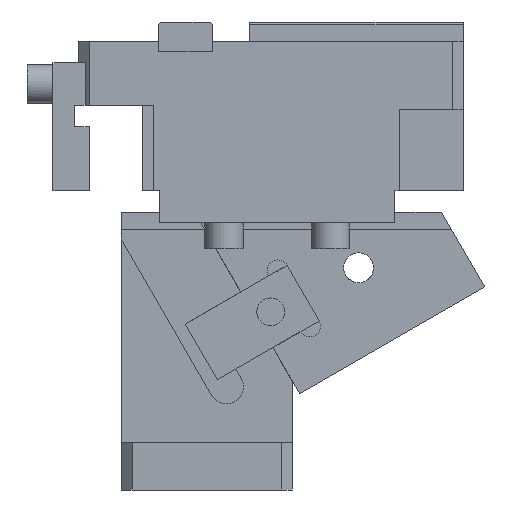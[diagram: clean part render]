
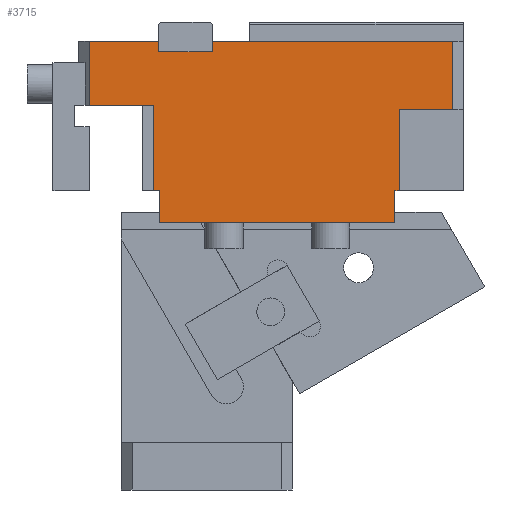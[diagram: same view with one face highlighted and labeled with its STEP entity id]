
A CAD part, front view. The second image highlights one B-rep face of the part: STEP entity #3715.
In plain terms, the highlighted planar face has unit normal (0, -1, 0).
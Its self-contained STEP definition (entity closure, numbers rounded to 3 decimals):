
#771=CARTESIAN_POINT('Vertex',(5.,-57.5,0.)) ;
#774=CARTESIAN_POINT('Line Origine',(21.25,-57.5,0.)) ;
#778=CARTESIAN_POINT('Vertex',(37.5,-57.5,0.)) ;
#970=CARTESIAN_POINT('Vertex',(62.5,-57.5,0.)) ;
#973=CARTESIAN_POINT('Line Origine',(118.75,-57.5,0.)) ;
#977=CARTESIAN_POINT('Vertex',(175.,-57.5,0.)) ;
#1158=CARTESIAN_POINT('Vertex',(175.,-57.5,-32.)) ;
#1161=CARTESIAN_POINT('Line Origine',(162.5,-57.5,-32.)) ;
#1165=CARTESIAN_POINT('Vertex',(150.,-57.5,-32.)) ;
#1204=CARTESIAN_POINT('Line Origine',(175.,-57.5,-16.)) ;
#2169=CARTESIAN_POINT('Line Origine',(37.5,-57.5,-2.5)) ;
#2173=CARTESIAN_POINT('Vertex',(37.5,-57.5,-5.)) ;
#2392=CARTESIAN_POINT('Vertex',(62.5,-57.5,-5.)) ;
#2395=CARTESIAN_POINT('Line Origine',(62.5,-57.5,-2.5)) ;
#2615=CARTESIAN_POINT('Vertex',(150.,-57.5,-70.)) ;
#2618=CARTESIAN_POINT('Line Origine',(150.,-57.5,-51.)) ;
#2790=CARTESIAN_POINT('Line Origine',(149.,-57.5,-70.)) ;
#2794=CARTESIAN_POINT('Vertex',(148.,-57.5,-70.)) ;
#2859=CARTESIAN_POINT('Line Origine',(148.,-57.5,-77.5)) ;
#2863=CARTESIAN_POINT('Vertex',(148.,-57.5,-85.)) ;
#2891=CARTESIAN_POINT('Line Origine',(93.,-57.5,-85.)) ;
#2895=CARTESIAN_POINT('Vertex',(38.,-57.5,-85.)) ;
#2962=CARTESIAN_POINT('Vertex',(38.,-57.5,-70.)) ;
#2970=CARTESIAN_POINT('Line Origine',(38.,-57.5,-77.5)) ;
#2983=CARTESIAN_POINT('Line Origine',(50.,-57.5,-5.)) ;
#3627=CARTESIAN_POINT('Vertex',(35.,-57.5,-30.)) ;
#3630=CARTESIAN_POINT('Line Origine',(20.,-57.5,-30.)) ;
#3634=CARTESIAN_POINT('Vertex',(5.,-57.5,-30.)) ;
#3667=CARTESIAN_POINT('Axis2P3D Location',(0.,-57.5,0.)) ;
#3672=CARTESIAN_POINT('Line Origine',(5.,-57.5,-15.)) ;
#3677=CARTESIAN_POINT('Line Origine',(35.,-57.5,-37.75)) ;
#3681=CARTESIAN_POINT('Vertex',(35.,-57.5,-45.5)) ;
#3684=CARTESIAN_POINT('Line Origine',(35.,-57.5,-57.75)) ;
#3688=CARTESIAN_POINT('Vertex',(35.,-57.5,-70.)) ;
#3691=CARTESIAN_POINT('Line Origine',(36.5,-57.5,-70.)) ;
#775=DIRECTION('Vector Direction',(1.,0.,0.)) ;
#974=DIRECTION('Vector Direction',(1.,0.,0.)) ;
#1162=DIRECTION('Vector Direction',(-1.,0.,0.)) ;
#1205=DIRECTION('Vector Direction',(0.,0.,1.)) ;
#2170=DIRECTION('Vector Direction',(0.,0.,1.)) ;
#2396=DIRECTION('Vector Direction',(0.,0.,-1.)) ;
#2619=DIRECTION('Vector Direction',(0.,0.,1.)) ;
#2791=DIRECTION('Vector Direction',(-1.,0.,0.)) ;
#2860=DIRECTION('Vector Direction',(0.,0.,1.)) ;
#2892=DIRECTION('Vector Direction',(-1.,0.,0.)) ;
#2971=DIRECTION('Vector Direction',(0.,0.,1.)) ;
#2984=DIRECTION('Vector Direction',(1.,0.,0.)) ;
#3631=DIRECTION('Vector Direction',(-1.,0.,0.)) ;
#3668=DIRECTION('Axis2P3D Direction',(0.,1.,0.)) ;
#3669=DIRECTION('Axis2P3D XDirection',(0.,0.,1.)) ;
#3673=DIRECTION('Vector Direction',(0.,0.,-1.)) ;
#3678=DIRECTION('Vector Direction',(0.,0.,1.)) ;
#3685=DIRECTION('Vector Direction',(0.,0.,1.)) ;
#3692=DIRECTION('Vector Direction',(-1.,0.,0.)) ;
#3670=AXIS2_PLACEMENT_3D('Plane Axis2P3D',#3667,#3668,#3669) ;
#3697=ORIENTED_EDGE('',*,*,#1208,.T.) ;
#3698=ORIENTED_EDGE('',*,*,#979,.F.) ;
#3699=ORIENTED_EDGE('',*,*,#2399,.T.) ;
#3700=ORIENTED_EDGE('',*,*,#2987,.F.) ;
#3701=ORIENTED_EDGE('',*,*,#2175,.T.) ;
#3702=ORIENTED_EDGE('',*,*,#780,.F.) ;
#3703=ORIENTED_EDGE('',*,*,#3676,.T.) ;
#3704=ORIENTED_EDGE('',*,*,#3636,.F.) ;
#3705=ORIENTED_EDGE('',*,*,#3683,.F.) ;
#3706=ORIENTED_EDGE('',*,*,#3690,.F.) ;
#3707=ORIENTED_EDGE('',*,*,#3695,.F.) ;
#3708=ORIENTED_EDGE('',*,*,#2974,.F.) ;
#3709=ORIENTED_EDGE('',*,*,#2897,.F.) ;
#3710=ORIENTED_EDGE('',*,*,#2865,.T.) ;
#3711=ORIENTED_EDGE('',*,*,#2796,.F.) ;
#3712=ORIENTED_EDGE('',*,*,#2622,.T.) ;
#3713=ORIENTED_EDGE('',*,*,#1167,.F.) ;
#776=VECTOR('Line Direction',#775,1.) ;
#975=VECTOR('Line Direction',#974,1.) ;
#1163=VECTOR('Line Direction',#1162,1.) ;
#1206=VECTOR('Line Direction',#1205,1.) ;
#2171=VECTOR('Line Direction',#2170,1.) ;
#2397=VECTOR('Line Direction',#2396,1.) ;
#2620=VECTOR('Line Direction',#2619,1.) ;
#2792=VECTOR('Line Direction',#2791,1.) ;
#2861=VECTOR('Line Direction',#2860,1.) ;
#2893=VECTOR('Line Direction',#2892,1.) ;
#2972=VECTOR('Line Direction',#2971,1.) ;
#2985=VECTOR('Line Direction',#2984,1.) ;
#3632=VECTOR('Line Direction',#3631,1.) ;
#3674=VECTOR('Line Direction',#3673,1.) ;
#3679=VECTOR('Line Direction',#3678,1.) ;
#3686=VECTOR('Line Direction',#3685,1.) ;
#3693=VECTOR('Line Direction',#3692,1.) ;
#3715=ADVANCED_FACE('CAM HOLDER',(#3714),#3671,.F.) ;
#780=EDGE_CURVE('',#772,#779,#777,.T.) ;
#979=EDGE_CURVE('',#971,#978,#976,.T.) ;
#1167=EDGE_CURVE('',#1159,#1166,#1164,.T.) ;
#1208=EDGE_CURVE('',#1159,#978,#1207,.T.) ;
#2175=EDGE_CURVE('',#2174,#779,#2172,.T.) ;
#2399=EDGE_CURVE('',#971,#2393,#2398,.T.) ;
#2622=EDGE_CURVE('',#2616,#1166,#2621,.T.) ;
#2796=EDGE_CURVE('',#2616,#2795,#2793,.T.) ;
#2865=EDGE_CURVE('',#2864,#2795,#2862,.T.) ;
#2897=EDGE_CURVE('',#2864,#2896,#2894,.T.) ;
#2974=EDGE_CURVE('',#2896,#2963,#2973,.T.) ;
#2987=EDGE_CURVE('',#2174,#2393,#2986,.T.) ;
#3636=EDGE_CURVE('',#3628,#3635,#3633,.T.) ;
#3676=EDGE_CURVE('',#772,#3635,#3675,.T.) ;
#3683=EDGE_CURVE('',#3682,#3628,#3680,.T.) ;
#3690=EDGE_CURVE('',#3689,#3682,#3687,.T.) ;
#3695=EDGE_CURVE('',#2963,#3689,#3694,.T.) ;
#3696=EDGE_LOOP('',(#3697,#3698,#3699,#3700,#3701,#3702,#3703,#3704,#3705,#3706,#3707,#3708,#3709,#3710,#3711,#3712,#3713)) ;
#3714=FACE_OUTER_BOUND('',#3696,.T.) ;
#777=LINE('Line',#774,#776) ;
#976=LINE('Line',#973,#975) ;
#1164=LINE('Line',#1161,#1163) ;
#1207=LINE('Line',#1204,#1206) ;
#2172=LINE('Line',#2169,#2171) ;
#2398=LINE('Line',#2395,#2397) ;
#2621=LINE('Line',#2618,#2620) ;
#2793=LINE('Line',#2790,#2792) ;
#2862=LINE('Line',#2859,#2861) ;
#2894=LINE('Line',#2891,#2893) ;
#2973=LINE('Line',#2970,#2972) ;
#2986=LINE('Line',#2983,#2985) ;
#3633=LINE('Line',#3630,#3632) ;
#3675=LINE('Line',#3672,#3674) ;
#3680=LINE('Line',#3677,#3679) ;
#3687=LINE('Line',#3684,#3686) ;
#3694=LINE('Line',#3691,#3693) ;
#3671=PLANE('Plane',#3670) ;
#772=VERTEX_POINT('',#771) ;
#779=VERTEX_POINT('',#778) ;
#971=VERTEX_POINT('',#970) ;
#978=VERTEX_POINT('',#977) ;
#1159=VERTEX_POINT('',#1158) ;
#1166=VERTEX_POINT('',#1165) ;
#2174=VERTEX_POINT('',#2173) ;
#2393=VERTEX_POINT('',#2392) ;
#2616=VERTEX_POINT('',#2615) ;
#2795=VERTEX_POINT('',#2794) ;
#2864=VERTEX_POINT('',#2863) ;
#2896=VERTEX_POINT('',#2895) ;
#2963=VERTEX_POINT('',#2962) ;
#3628=VERTEX_POINT('',#3627) ;
#3635=VERTEX_POINT('',#3634) ;
#3682=VERTEX_POINT('',#3681) ;
#3689=VERTEX_POINT('',#3688) ;
